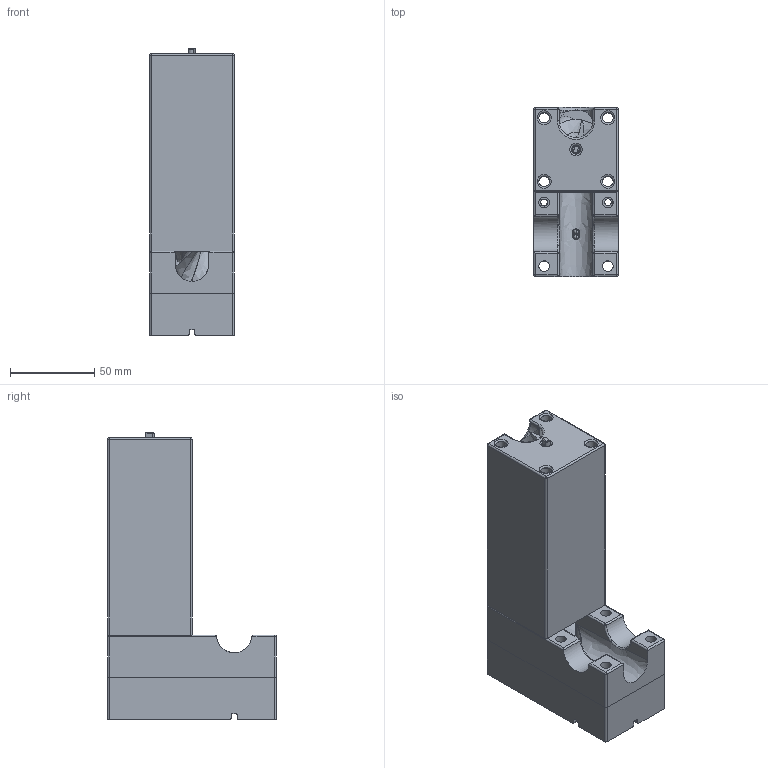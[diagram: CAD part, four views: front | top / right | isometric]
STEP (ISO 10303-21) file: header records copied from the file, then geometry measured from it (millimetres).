
FILE_DESCRIPTION(/* description */ ('','CAx-IF Rec.Pracs.---Representation and Presentation of Product Manufacturing Information (PMI)---4.0---2014-10-13'),/* implementation_level */ '2;1');
FILE_NAME(/* name */ 'Kugelilift v66.step',/* time_stamp */ '2025-03-12T18:05:48+01:00',/* author */ (''),/* organization */ (''),/* preprocessor_version */ 'ST-DEVELOPER v20',/* originating_system */ 'Autodesk Translation Framework v13.20.0.188',/* authorisation */ '');
FILE_SCHEMA (('AP242_MANAGED_MODEL_BASED_3D_ENGINEERING_MIM_LF { 1 0 10303 442 1 1 4 }'));
Products named in the file (28): Kugelilift; Stepper 28BYJ-48; 28BYJ_48_StepperBody; Kugelilift_1; R_Axial_DIN0207_L6.3mm_D2.5mm_P7.62mm_Horizontal; SOLID; JST_EH_B5B-EH-A_1x05_P2.50mm_Vertical; SOLID (3); magnetic-charger; COMPOUND; R_Axial_DIN0207_L6.3mm_D2.5mm_P10.16mm_Horizontal; SOLID (4); PinHeader_1x04_P2.54mm_Vertical; SOLID (5); tcrt5000; COMPOUND (1); TO-252-2; SOLID (6); esp-01m; COMPOUND (2); Kugelilift PCB; CP_Radial_D6.3mm_P2.50mm; SOLID (1); PinHeader_1x03_P2.54mm_Vertical; SOLID (2); Conveyor; Ball; Newshaft
Assembly tree (29 placements, depth 4):
  Kugelilift
    Stepper 28BYJ-48
      28BYJ_48_StepperBody
    Kugelilift_1
      R_Axial_DIN0207_L6.3mm_D2.5mm_P7.62mm_Horizontal
        SOLID
      CP_Radial_D6.3mm_P2.50mm  x2
        SOLID (1)
      PinHeader_1x03_P2.54mm_Vertical  x2
        SOLID (2)
      JST_EH_B5B-EH-A_1x05_P2.50mm_Vertical
        SOLID (3)
      magnetic-charger
        COMPOUND
      R_Axial_DIN0207_L6.3mm_D2.5mm_P10.16mm_Horizontal
        SOLID (4)
      PinHeader_1x04_P2.54mm_Vertical
        SOLID (5)
      tcrt5000
        COMPOUND (1)
      TO-252-2
        SOLID (6)
      esp-01m
        COMPOUND (2)
      Kugelilift PCB
    Conveyor
    Ball
    Newshaft
Bounding box: 50 x 100 x 170 mm (x, y, z)
Volume: 246397.6 mm3; surface area: 127803 mm2
Topology: 47 solids, 49 shells, 1706 faces, 4394 edges, 2878 vertices
Faces by surface type: plane 1205, cylinder 258, bspline 191, torus 35, sphere 14, cone 3
Full cylindrical faces by diameter (mm): 0.25 x1, 0.5 x4, 0.6 x6, 0.8 x1, 0.9 x1, 1 x29, 1.2 x1, 1.5 x2, 2.25 x2, 2.5 x6, 4 x8, 4.15 x3, 4.2 x2, 4.41 x2, 5 x1, 5.1 x1, 5.3 x1, 5.4 x1, 6.25 x19, 9.2 x1, 9.4 x1, 10 x1, 12 x3, 28 x1
Entity records: 68044 total; most frequent: CARTESIAN_POINT 28361, ORIENTED_EDGE 8212, DIRECTION 7195, EDGE_CURVE 4106, LINE 3065, VECTOR 3065, VERTEX_POINT 2703, AXIS2_PLACEMENT_3D 2065
